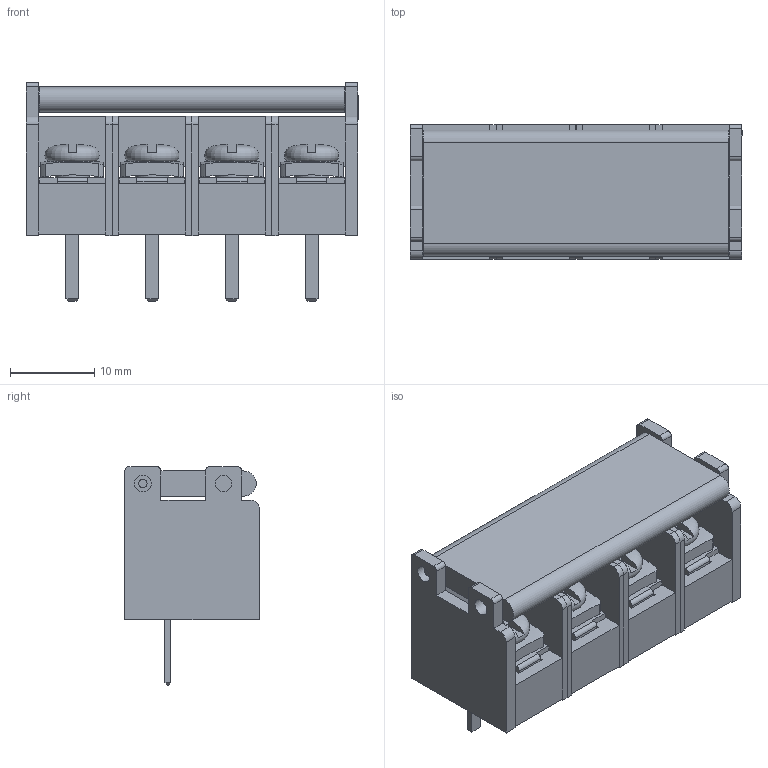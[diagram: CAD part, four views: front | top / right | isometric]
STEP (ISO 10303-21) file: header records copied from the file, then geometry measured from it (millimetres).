
FILE_DESCRIPTION(('FreeCAD Model'),'2;1');
FILE_NAME('Open CASCADE Shape Model','2022-01-06T20:55:15',('Author'),( ''),'Open CASCADE STEP processor 7.4','FreeCAD','Unknown');
FILE_SCHEMA(('AUTOMOTIVE_DESIGN { 1 0 10303 214 1 1 1 1 }'));
Length unit declared in the file: millimetre
Products named in the file (13): HB9500x04; LeftAsm; BodyLeft; Body; RightAsm; BodyRight; Cover; CenterAsm; LCS_Origin; BodyCenter; LCS_BodyCenter
Assembly tree (19 placements, depth 3):
  HB9500x04
    LeftAsm
      BodyLeft
      Body
      Body
      Body
    RightAsm
      BodyRight
      Body
      Body
      Body
    Cover
    CenterAsm  x2
      LCS_Origin
      BodyCenter
      Body
      Body
      Body
      LCS_BodyCenter
Bounding box: 39.5 x 16 x 26 mm (x, y, z)
Volume: 5463.8 mm3; surface area: 10136.1 mm2
Topology: 17 solids, 17 shells, 503 faces, 1316 edges, 826 vertices
Faces by surface type: plane 423, cylinder 64, revolution 12, cone 4
Full cylindrical faces by diameter (mm): 1 x2, 2 x4, 4 x12, 4.2 x4
Entity records: 9808 total; most frequent: CARTESIAN_POINT 2745, ORIENTED_EDGE 1434, DIRECTION 1336, EDGE_CURVE 717, LINE 621, VECTOR 621, VERTEX_POINT 447, AXIS2_PLACEMENT_3D 356
